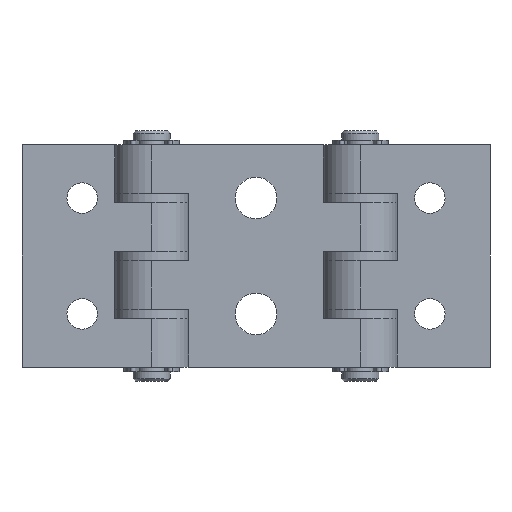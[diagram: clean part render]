
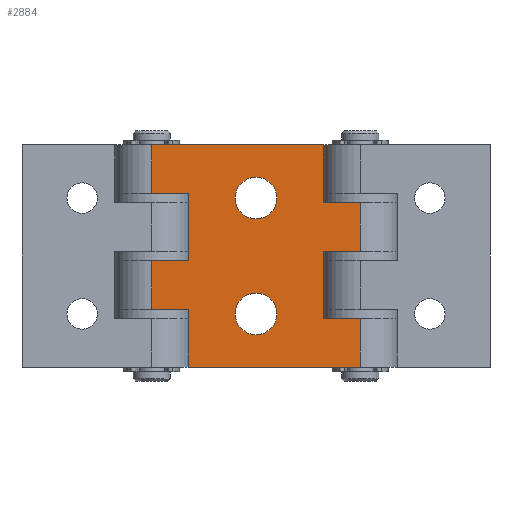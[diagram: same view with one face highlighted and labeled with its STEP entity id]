
A CAD part, front view. The second image highlights one B-rep face of the part: STEP entity #2884.
In plain terms, the highlighted planar face has unit normal (0, -1, 0).
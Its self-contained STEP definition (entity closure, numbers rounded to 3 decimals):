
#49=FACE_BOUND('',#404,.T.);
#50=FACE_BOUND('',#405,.T.);
#103=PLANE('',#3146);
#218=FACE_OUTER_BOUND('',#403,.T.);
#403=EDGE_LOOP('',(#2219,#2220,#2221,#2222,#2223,#2224,#2225,#2226,#2227,
#2228,#2229,#2230,#2231,#2232,#2233,#2234));
#404=EDGE_LOOP('',(#2235));
#405=EDGE_LOOP('',(#2236));
#595=LINE('',#4526,#853);
#597=LINE('',#4535,#855);
#598=LINE('',#4541,#856);
#605=LINE('',#4558,#863);
#608=LINE('',#4564,#866);
#609=LINE('',#4570,#867);
#610=LINE('',#4574,#868);
#614=LINE('',#4583,#872);
#615=LINE('',#4585,#873);
#620=LINE('',#4597,#878);
#623=LINE('',#4605,#881);
#625=LINE('',#4608,#883);
#629=LINE('',#4618,#887);
#632=LINE('',#4626,#890);
#634=LINE('',#4629,#892);
#638=LINE('',#4638,#896);
#853=VECTOR('',#3560,1000.);
#855=VECTOR('',#3568,1000.);
#856=VECTOR('',#3573,1000.);
#863=VECTOR('',#3586,1000.);
#866=VECTOR('',#3591,1000.);
#867=VECTOR('',#3598,1000.);
#868=VECTOR('',#3603,1000.);
#872=VECTOR('',#3611,1000.);
#873=VECTOR('',#3614,1000.);
#878=VECTOR('',#3625,1000.);
#881=VECTOR('',#3632,1000.);
#883=VECTOR('',#3636,1000.);
#887=VECTOR('',#3646,1000.);
#890=VECTOR('',#3653,1000.);
#892=VECTOR('',#3657,1000.);
#896=VECTOR('',#3667,1000.);
#1088=CIRCLE('',#3103,4.5);
#1093=CIRCLE('',#3111,4.5);
#1293=VERTEX_POINT('',#4499);
#1298=VERTEX_POINT('',#4515);
#1300=VERTEX_POINT('',#4520);
#1302=VERTEX_POINT('',#4524);
#1304=VERTEX_POINT('',#4529);
#1306=VERTEX_POINT('',#4533);
#1307=VERTEX_POINT('',#4537);
#1309=VERTEX_POINT('',#4540);
#1315=VERTEX_POINT('',#4555);
#1316=VERTEX_POINT('',#4557);
#1318=VERTEX_POINT('',#4563);
#1320=VERTEX_POINT('',#4569);
#1321=VERTEX_POINT('',#4573);
#1324=VERTEX_POINT('',#4581);
#1328=VERTEX_POINT('',#4596);
#1330=VERTEX_POINT('',#4602);
#1334=VERTEX_POINT('',#4617);
#1336=VERTEX_POINT('',#4623);
#1618=EDGE_CURVE('',#1293,#1293,#1088,.T.);
#1626=EDGE_CURVE('',#1298,#1298,#1093,.T.);
#1631=EDGE_CURVE('',#1300,#1302,#595,.T.);
#1635=EDGE_CURVE('',#1304,#1306,#597,.T.);
#1637=EDGE_CURVE('',#1307,#1309,#598,.T.);
#1645=EDGE_CURVE('',#1316,#1315,#605,.T.);
#1648=EDGE_CURVE('',#1315,#1318,#608,.T.);
#1651=EDGE_CURVE('',#1320,#1318,#609,.T.);
#1653=EDGE_CURVE('',#1321,#1320,#610,.T.);
#1658=EDGE_CURVE('',#1324,#1321,#614,.T.);
#1659=EDGE_CURVE('',#1304,#1324,#615,.T.);
#1665=EDGE_CURVE('',#1306,#1328,#620,.T.);
#1669=EDGE_CURVE('',#1330,#1328,#623,.T.);
#1671=EDGE_CURVE('',#1300,#1330,#625,.T.);
#1676=EDGE_CURVE('',#1302,#1334,#629,.T.);
#1680=EDGE_CURVE('',#1336,#1334,#632,.T.);
#1682=EDGE_CURVE('',#1336,#1309,#634,.T.);
#1687=EDGE_CURVE('',#1316,#1307,#638,.T.);
#2219=ORIENTED_EDGE('',*,*,#1687,.F.);
#2220=ORIENTED_EDGE('',*,*,#1645,.T.);
#2221=ORIENTED_EDGE('',*,*,#1648,.T.);
#2222=ORIENTED_EDGE('',*,*,#1651,.F.);
#2223=ORIENTED_EDGE('',*,*,#1653,.F.);
#2224=ORIENTED_EDGE('',*,*,#1658,.F.);
#2225=ORIENTED_EDGE('',*,*,#1659,.F.);
#2226=ORIENTED_EDGE('',*,*,#1635,.T.);
#2227=ORIENTED_EDGE('',*,*,#1665,.T.);
#2228=ORIENTED_EDGE('',*,*,#1669,.F.);
#2229=ORIENTED_EDGE('',*,*,#1671,.F.);
#2230=ORIENTED_EDGE('',*,*,#1631,.T.);
#2231=ORIENTED_EDGE('',*,*,#1676,.T.);
#2232=ORIENTED_EDGE('',*,*,#1680,.F.);
#2233=ORIENTED_EDGE('',*,*,#1682,.T.);
#2234=ORIENTED_EDGE('',*,*,#1637,.F.);
#2235=ORIENTED_EDGE('',*,*,#1618,.T.);
#2236=ORIENTED_EDGE('',*,*,#1626,.T.);
#2884=ADVANCED_FACE('',(#218,#49,#50),#103,.F.);
#3103=AXIS2_PLACEMENT_3D('',#4500,#3531,#3532);
#3111=AXIS2_PLACEMENT_3D('',#4516,#3550,#3551);
#3146=AXIS2_PLACEMENT_3D('',#4637,#3665,#3666);
#3531=DIRECTION('center_axis',(0.,1.,0.));
#3532=DIRECTION('ref_axis',(0.,0.,1.));
#3550=DIRECTION('center_axis',(0.,1.,0.));
#3551=DIRECTION('ref_axis',(0.,0.,1.));
#3560=DIRECTION('',(0.,0.,-1.));
#3568=DIRECTION('',(0.,0.,-1.));
#3573=DIRECTION('',(0.,0.,-1.));
#3586=DIRECTION('',(0.,0.,1.));
#3591=DIRECTION('',(1.,0.,0.));
#3598=DIRECTION('',(0.,0.,-1.));
#3603=DIRECTION('',(1.,0.,0.));
#3611=DIRECTION('',(0.,0.,-1.));
#3614=DIRECTION('',(1.,0.,0.));
#3625=DIRECTION('',(1.,0.,0.));
#3632=DIRECTION('',(0.,0.,1.));
#3636=DIRECTION('',(1.,0.,0.));
#3646=DIRECTION('',(1.,0.,0.));
#3653=DIRECTION('',(0.,0.,1.));
#3657=DIRECTION('',(1.,0.,0.));
#3665=DIRECTION('center_axis',(0.,1.,0.));
#3666=DIRECTION('ref_axis',(0.,0.,1.));
#3667=DIRECTION('',(1.,0.,0.));
#4499=CARTESIAN_POINT('',(-25.056,-8.677,-20.468));
#4500=CARTESIAN_POINT('Origin',(-25.056,-8.677,-15.968));
#4515=CARTESIAN_POINT('',(-25.056,-8.677,4.532));
#4516=CARTESIAN_POINT('Origin',(-25.056,-8.677,9.032));
#4520=CARTESIAN_POINT('',(-47.556,-8.677,-4.468));
#4524=CARTESIAN_POINT('',(-47.556,-8.677,-14.968));
#4526=CARTESIAN_POINT('',(-47.556,-8.677,20.532));
#4529=CARTESIAN_POINT('',(-47.556,-8.677,20.532));
#4533=CARTESIAN_POINT('',(-47.556,-8.677,10.032));
#4535=CARTESIAN_POINT('',(-47.556,-8.677,20.532));
#4537=CARTESIAN_POINT('',(-2.556,-8.677,-16.968));
#4540=CARTESIAN_POINT('',(-2.556,-8.677,-27.468));
#4541=CARTESIAN_POINT('',(-2.556,-8.677,20.532));
#4555=CARTESIAN_POINT('',(-10.556,-8.677,-2.468));
#4557=CARTESIAN_POINT('',(-10.556,-8.677,-16.968));
#4558=CARTESIAN_POINT('',(-10.556,-8.677,-16.968));
#4563=CARTESIAN_POINT('',(-2.556,-8.677,-2.468));
#4564=CARTESIAN_POINT('',(-2.556,-8.677,-2.468));
#4569=CARTESIAN_POINT('',(-2.556,-8.677,8.032));
#4570=CARTESIAN_POINT('',(-2.556,-8.677,20.532));
#4573=CARTESIAN_POINT('',(-10.556,-8.677,8.032));
#4574=CARTESIAN_POINT('',(-2.556,-8.677,8.032));
#4581=CARTESIAN_POINT('',(-10.556,-8.677,20.532));
#4583=CARTESIAN_POINT('',(-10.556,-8.677,20.532));
#4585=CARTESIAN_POINT('',(-47.556,-8.677,20.532));
#4596=CARTESIAN_POINT('',(-39.556,-8.677,10.032));
#4597=CARTESIAN_POINT('',(-47.556,-8.677,10.032));
#4602=CARTESIAN_POINT('',(-39.556,-8.677,-4.468));
#4605=CARTESIAN_POINT('',(-39.556,-8.677,-4.468));
#4608=CARTESIAN_POINT('',(-47.556,-8.677,-4.468));
#4617=CARTESIAN_POINT('',(-39.556,-8.677,-14.968));
#4618=CARTESIAN_POINT('',(-47.556,-8.677,-14.968));
#4623=CARTESIAN_POINT('',(-39.556,-8.677,-27.468));
#4626=CARTESIAN_POINT('',(-39.556,-8.677,-27.468));
#4629=CARTESIAN_POINT('',(-47.556,-8.677,-27.468));
#4637=CARTESIAN_POINT('Origin',(-47.556,-8.677,20.532));
#4638=CARTESIAN_POINT('',(-2.556,-8.677,-16.968));
